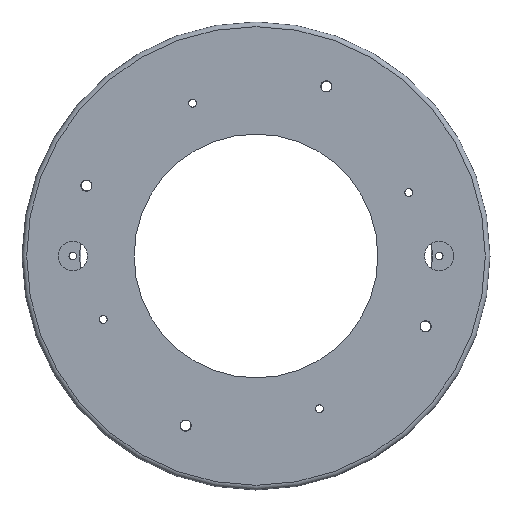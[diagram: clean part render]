
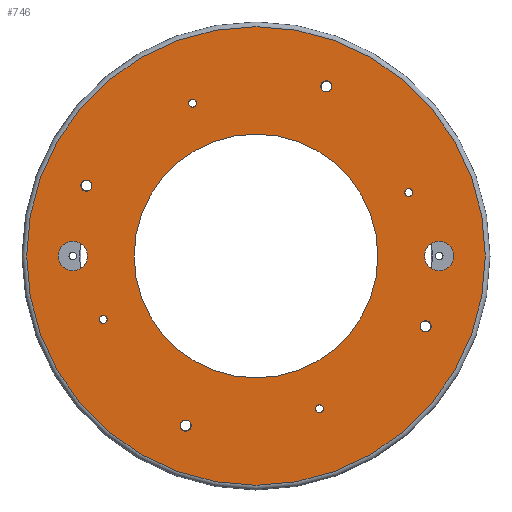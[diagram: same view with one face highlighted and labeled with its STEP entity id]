
A CAD part, front view. The second image highlights one B-rep face of the part: STEP entity #746.
In plain terms, the highlighted planar face has unit normal (0, -1, 0).
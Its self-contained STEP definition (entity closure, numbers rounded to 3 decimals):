
#110=FACE_BOUND('',#218,.T.);
#111=FACE_BOUND('',#219,.T.);
#112=FACE_BOUND('',#220,.T.);
#113=FACE_BOUND('',#221,.T.);
#114=FACE_BOUND('',#222,.T.);
#115=FACE_BOUND('',#223,.T.);
#116=FACE_BOUND('',#224,.T.);
#117=FACE_BOUND('',#225,.T.);
#118=FACE_BOUND('',#226,.T.);
#119=FACE_BOUND('',#227,.T.);
#120=FACE_BOUND('',#228,.T.);
#148=PLANE('',#842);
#166=FACE_OUTER_BOUND('',#217,.T.);
#217=EDGE_LOOP('',(#587));
#218=EDGE_LOOP('',(#588));
#219=EDGE_LOOP('',(#589));
#220=EDGE_LOOP('',(#590));
#221=EDGE_LOOP('',(#591));
#222=EDGE_LOOP('',(#592));
#223=EDGE_LOOP('',(#593));
#224=EDGE_LOOP('',(#594));
#225=EDGE_LOOP('',(#595));
#226=EDGE_LOOP('',(#596));
#227=EDGE_LOOP('',(#597));
#228=EDGE_LOOP('',(#598));
#281=CIRCLE('',#801,149.352);
#297=CIRCLE('',#821,79.375);
#298=CIRCLE('',#823,9.525);
#299=CIRCLE('',#825,2.54);
#300=CIRCLE('',#827,3.62);
#301=CIRCLE('',#829,2.54);
#302=CIRCLE('',#831,3.62);
#303=CIRCLE('',#833,3.62);
#304=CIRCLE('',#835,9.525);
#305=CIRCLE('',#837,2.54);
#306=CIRCLE('',#839,2.54);
#307=CIRCLE('',#841,3.62);
#356=VERTEX_POINT('',#1188);
#370=VERTEX_POINT('',#1223);
#371=VERTEX_POINT('',#1227);
#372=VERTEX_POINT('',#1231);
#373=VERTEX_POINT('',#1235);
#374=VERTEX_POINT('',#1239);
#375=VERTEX_POINT('',#1243);
#376=VERTEX_POINT('',#1247);
#377=VERTEX_POINT('',#1251);
#378=VERTEX_POINT('',#1255);
#379=VERTEX_POINT('',#1259);
#380=VERTEX_POINT('',#1263);
#421=EDGE_CURVE('',#356,#356,#281,.T.);
#438=EDGE_CURVE('',#370,#370,#297,.T.);
#440=EDGE_CURVE('',#371,#371,#298,.T.);
#442=EDGE_CURVE('',#372,#372,#299,.T.);
#444=EDGE_CURVE('',#373,#373,#300,.T.);
#446=EDGE_CURVE('',#374,#374,#301,.T.);
#448=EDGE_CURVE('',#375,#375,#302,.T.);
#450=EDGE_CURVE('',#376,#376,#303,.T.);
#452=EDGE_CURVE('',#377,#377,#304,.T.);
#454=EDGE_CURVE('',#378,#378,#305,.T.);
#456=EDGE_CURVE('',#379,#379,#306,.T.);
#458=EDGE_CURVE('',#380,#380,#307,.T.);
#587=ORIENTED_EDGE('',*,*,#421,.T.);
#588=ORIENTED_EDGE('',*,*,#458,.F.);
#589=ORIENTED_EDGE('',*,*,#456,.F.);
#590=ORIENTED_EDGE('',*,*,#454,.F.);
#591=ORIENTED_EDGE('',*,*,#452,.F.);
#592=ORIENTED_EDGE('',*,*,#450,.F.);
#593=ORIENTED_EDGE('',*,*,#448,.F.);
#594=ORIENTED_EDGE('',*,*,#446,.F.);
#595=ORIENTED_EDGE('',*,*,#444,.F.);
#596=ORIENTED_EDGE('',*,*,#442,.F.);
#597=ORIENTED_EDGE('',*,*,#440,.F.);
#598=ORIENTED_EDGE('',*,*,#438,.F.);
#746=ADVANCED_FACE('',(#166,#110,#111,#112,#113,#114,#115,#116,#117,#118,
#119,#120),#148,.F.);
#801=AXIS2_PLACEMENT_3D('',#1190,#927,#928);
#821=AXIS2_PLACEMENT_3D('',#1225,#968,#969);
#823=AXIS2_PLACEMENT_3D('',#1229,#973,#974);
#825=AXIS2_PLACEMENT_3D('',#1233,#978,#979);
#827=AXIS2_PLACEMENT_3D('',#1237,#983,#984);
#829=AXIS2_PLACEMENT_3D('',#1241,#988,#989);
#831=AXIS2_PLACEMENT_3D('',#1245,#993,#994);
#833=AXIS2_PLACEMENT_3D('',#1249,#998,#999);
#835=AXIS2_PLACEMENT_3D('',#1253,#1003,#1004);
#837=AXIS2_PLACEMENT_3D('',#1257,#1008,#1009);
#839=AXIS2_PLACEMENT_3D('',#1261,#1013,#1014);
#841=AXIS2_PLACEMENT_3D('',#1265,#1018,#1019);
#842=AXIS2_PLACEMENT_3D('',#1266,#1020,#1021);
#927=DIRECTION('center_axis',(0.,-1.,0.));
#928=DIRECTION('ref_axis',(0.,0.,-1.));
#968=DIRECTION('center_axis',(0.,-1.,0.));
#969=DIRECTION('ref_axis',(1.,0.,0.));
#973=DIRECTION('center_axis',(0.,-1.,0.));
#974=DIRECTION('ref_axis',(1.,0.,0.));
#978=DIRECTION('center_axis',(0.,-1.,0.));
#979=DIRECTION('ref_axis',(1.,0.,0.));
#983=DIRECTION('center_axis',(0.,-1.,0.));
#984=DIRECTION('ref_axis',(1.,0.,0.));
#988=DIRECTION('center_axis',(0.,-1.,0.));
#989=DIRECTION('ref_axis',(1.,0.,0.));
#993=DIRECTION('center_axis',(0.,-1.,0.));
#994=DIRECTION('ref_axis',(1.,0.,0.));
#998=DIRECTION('center_axis',(0.,-1.,0.));
#999=DIRECTION('ref_axis',(1.,0.,0.));
#1003=DIRECTION('center_axis',(0.,-1.,0.));
#1004=DIRECTION('ref_axis',(1.,0.,0.));
#1008=DIRECTION('center_axis',(0.,-1.,0.));
#1009=DIRECTION('ref_axis',(1.,0.,0.));
#1013=DIRECTION('center_axis',(0.,-1.,0.));
#1014=DIRECTION('ref_axis',(1.,0.,0.));
#1018=DIRECTION('center_axis',(0.,-1.,0.));
#1019=DIRECTION('ref_axis',(1.,0.,0.));
#1020=DIRECTION('center_axis',(0.,1.,0.));
#1021=DIRECTION('ref_axis',(1.,0.,0.));
#1188=CARTESIAN_POINT('',(0.,0.,149.352));
#1190=CARTESIAN_POINT('Origin',(0.,0.,0.));
#1223=CARTESIAN_POINT('',(-79.375,0.,0.));
#1225=CARTESIAN_POINT('Origin',(0.,0.,0.));
#1227=CARTESIAN_POINT('',(-128.778,0.,0.));
#1229=CARTESIAN_POINT('Origin',(-119.253,0.,0.));
#1231=CARTESIAN_POINT('',(-101.984,0.,-41.343));
#1233=CARTESIAN_POINT('Origin',(-99.444,0.,-41.343));
#1235=CARTESIAN_POINT('',(-114.089,0.,45.755));
#1237=CARTESIAN_POINT('Origin',(-110.47,0.,45.755));
#1239=CARTESIAN_POINT('',(-43.883,0.,99.444));
#1241=CARTESIAN_POINT('Origin',(-41.343,0.,99.444));
#1243=CARTESIAN_POINT('',(42.135,0.,110.47));
#1245=CARTESIAN_POINT('Origin',(45.755,0.,110.47));
#1247=CARTESIAN_POINT('',(-49.374,0.,-110.47));
#1249=CARTESIAN_POINT('Origin',(-45.755,0.,-110.47));
#1251=CARTESIAN_POINT('',(109.728,0.,0.));
#1253=CARTESIAN_POINT('Origin',(119.253,0.,0.));
#1255=CARTESIAN_POINT('',(96.904,0.,41.343));
#1257=CARTESIAN_POINT('Origin',(99.444,0.,41.343));
#1259=CARTESIAN_POINT('',(38.803,0.,-99.444));
#1261=CARTESIAN_POINT('Origin',(41.343,0.,-99.444));
#1263=CARTESIAN_POINT('',(106.85,0.,-45.755));
#1265=CARTESIAN_POINT('Origin',(110.47,0.,-45.755));
#1266=CARTESIAN_POINT('Origin',(0.,0.,0.));
